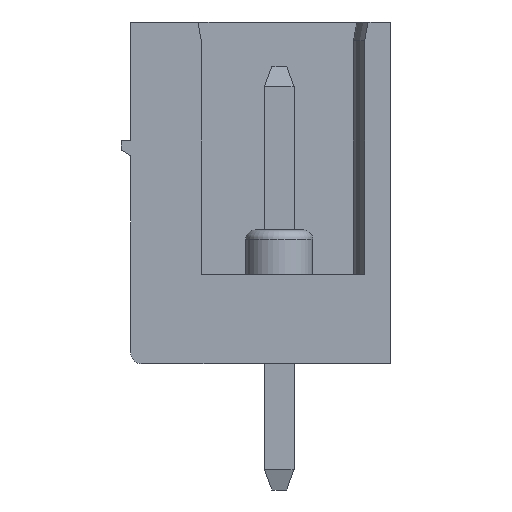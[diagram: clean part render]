
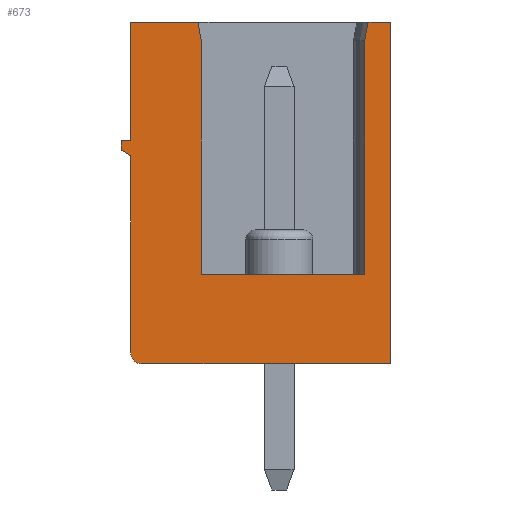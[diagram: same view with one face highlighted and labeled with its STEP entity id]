
A CAD part, left-side view. The second image highlights one B-rep face of the part: STEP entity #673.
In plain terms, the highlighted planar face has unit normal (-1, 0, 0).
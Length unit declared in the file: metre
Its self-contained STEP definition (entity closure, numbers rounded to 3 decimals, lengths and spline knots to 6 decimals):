
#673=ADVANCED_FACE('',(#1827),#1828,.F.);
#1827=FACE_OUTER_BOUND('',#3489,.T.);
#1828=PLANE('',#3490);
#3489=EDGE_LOOP('',(#5452,#5453,#5454,#5455,#5456,#5457,#5458,#5459,#5460,#5461,#5462,#5463,#5464,#5465,#5466));
#3490=AXIS2_PLACEMENT_3D('',#5467,#5468,#5469);
#5452=ORIENTED_EDGE('',*,*,#10096,.T.);
#5453=ORIENTED_EDGE('',*,*,#10097,.F.);
#5454=ORIENTED_EDGE('',*,*,#10098,.F.);
#5455=ORIENTED_EDGE('',*,*,#10099,.F.);
#5456=ORIENTED_EDGE('',*,*,#10044,.T.);
#5457=ORIENTED_EDGE('',*,*,#9951,.T.);
#5458=ORIENTED_EDGE('',*,*,#9912,.F.);
#5459=ORIENTED_EDGE('',*,*,#10080,.T.);
#5460=ORIENTED_EDGE('',*,*,#10002,.F.);
#5461=ORIENTED_EDGE('',*,*,#10100,.F.);
#5462=ORIENTED_EDGE('',*,*,#10101,.F.);
#5463=ORIENTED_EDGE('',*,*,#10102,.F.);
#5464=ORIENTED_EDGE('',*,*,#10103,.F.);
#5465=ORIENTED_EDGE('',*,*,#10104,.F.);
#5466=ORIENTED_EDGE('',*,*,#10105,.F.);
#5467=CARTESIAN_POINT('',(-1.086627,0.01086,0.000933));
#5468=DIRECTION('',(1.0,0.0,0.0));
#5469=DIRECTION('',(0.0,1.0,-0.0));
#9912=EDGE_CURVE('',#11847,#11849,#11850,.T.);
#9951=EDGE_CURVE('',#11916,#11849,#11917,.T.);
#10002=EDGE_CURVE('',#11990,#11992,#11993,.T.);
#10044=EDGE_CURVE('',#12050,#11916,#12051,.T.);
#10080=EDGE_CURVE('',#11847,#11992,#12097,.T.);
#10096=EDGE_CURVE('',#12114,#12115,#12116,.F.);
#10097=EDGE_CURVE('',#12117,#12115,#12118,.T.);
#10098=EDGE_CURVE('',#12119,#12117,#12120,.T.);
#10099=EDGE_CURVE('',#12050,#12119,#12121,.T.);
#10100=EDGE_CURVE('',#12122,#11990,#12123,.T.);
#10101=EDGE_CURVE('',#12124,#12122,#12125,.T.);
#10102=EDGE_CURVE('',#12126,#12124,#12127,.T.);
#10103=EDGE_CURVE('',#12128,#12126,#12129,.T.);
#10104=EDGE_CURVE('',#12130,#12128,#12131,.T.);
#10105=EDGE_CURVE('',#12114,#12130,#12132,.T.);
#11847=VERTEX_POINT('',#14660);
#11849=VERTEX_POINT('',#14663);
#11850=LINE('',#14664,#14665);
#11916=VERTEX_POINT('',#14761);
#11917=LINE('',#14762,#14763);
#11990=VERTEX_POINT('',#14872);
#11992=VERTEX_POINT('',#14875);
#11993=LINE('',#14876,#14877);
#12050=VERTEX_POINT('',#14961);
#12051=LINE('',#14962,#14963);
#12097=LINE('',#15034,#15035);
#12114=VERTEX_POINT('',#15059);
#12115=VERTEX_POINT('',#15060);
#12116=CIRCLE('',#15061,0.0003);
#12117=VERTEX_POINT('',#15062);
#12118=LINE('',#15063,#15064);
#12119=VERTEX_POINT('',#15065);
#12120=LINE('',#15066,#15067);
#12121=LINE('',#15068,#15069);
#12122=VERTEX_POINT('',#15070);
#12123=LINE('',#15071,#15072);
#12124=VERTEX_POINT('',#15073);
#12125=LINE('',#15074,#15075);
#12126=VERTEX_POINT('',#15076);
#12127=LINE('',#15077,#15078);
#12128=VERTEX_POINT('',#15079);
#12129=LINE('',#15080,#15081);
#12130=VERTEX_POINT('',#15082);
#12131=LINE('',#15083,#15084);
#12132=LINE('',#15085,#15086);
#14660=CARTESIAN_POINT('',(-1.086627,0.00896,-0.005867));
#14663=CARTESIAN_POINT('',(-1.086627,0.00456,-0.005867));
#14664=CARTESIAN_POINT('',(-1.086627,0.00386,-0.005867));
#14665=VECTOR('',#18755,1.0);
#14761=CARTESIAN_POINT('',(-1.086627,0.00456,0.000433));
#14762=CARTESIAN_POINT('',(-1.086627,0.00456,-0.005567));
#14763=VECTOR('',#18792,1.0);
#14872=CARTESIAN_POINT('',(-1.086627,0.009048,0.000933));
#14875=CARTESIAN_POINT('',(-1.086627,0.00896,0.000433));
#14876=CARTESIAN_POINT('',(-1.086627,0.009048,0.000933));
#14877=VECTOR('',#18833,1.0);
#14961=CARTESIAN_POINT('',(-1.086627,0.004471,0.000933));
#14962=CARTESIAN_POINT('',(-1.086627,0.005565,-0.005267));
#14963=VECTOR('',#18867,1.0);
#15034=CARTESIAN_POINT('',(-1.086627,0.00896,-0.005567));
#15035=VECTOR('',#18890,1.0);
#15059=CARTESIAN_POINT('',(-1.086627,0.01086,-0.007967));
#15060=CARTESIAN_POINT('',(-1.086627,0.01056,-0.008267));
#15061=AXIS2_PLACEMENT_3D('',#18901,#18902,#18903);
#15062=CARTESIAN_POINT('',(-1.086627,0.00386,-0.008267));
#15063=CARTESIAN_POINT('',(-1.086627,0.01056,-0.008267));
#15064=VECTOR('',#18904,1.0);
#15065=CARTESIAN_POINT('',(-1.086627,0.00386,0.000933));
#15066=CARTESIAN_POINT('',(-1.086627,0.00386,-0.008267));
#15067=VECTOR('',#18905,1.0);
#15068=CARTESIAN_POINT('',(-1.086627,0.00386,0.000933));
#15069=VECTOR('',#18906,1.0);
#15070=CARTESIAN_POINT('',(-1.086627,0.01086,0.000933));
#15071=CARTESIAN_POINT('',(-1.086627,0.00386,0.000933));
#15072=VECTOR('',#18907,1.0);
#15073=CARTESIAN_POINT('',(-1.086627,0.01086,-0.002267));
#15074=CARTESIAN_POINT('',(-1.086627,0.01086,0.000933));
#15075=VECTOR('',#18908,1.0);
#15076=CARTESIAN_POINT('',(-1.086627,0.01111,-0.002267));
#15077=CARTESIAN_POINT('',(-1.086627,0.01086,-0.002267));
#15078=VECTOR('',#18909,1.0);
#15079=CARTESIAN_POINT('',(-1.086627,0.01111,-0.002517));
#15080=CARTESIAN_POINT('',(-1.086627,0.01111,-0.002267));
#15081=VECTOR('',#18910,1.0);
#15082=CARTESIAN_POINT('',(-1.086627,0.01086,-0.002667));
#15083=CARTESIAN_POINT('',(-1.086627,0.01111,-0.002517));
#15084=VECTOR('',#18911,1.0);
#15085=CARTESIAN_POINT('',(-1.086627,0.01086,-0.002667));
#15086=VECTOR('',#18912,1.0);
#18755=DIRECTION('',(0.0,-1.0,0.));
#18792=DIRECTION('',(0.0,0.,-1.0));
#18833=DIRECTION('',(0.0,-0.174,-0.985));
#18867=DIRECTION('',(0.0,0.174,-0.985));
#18890=DIRECTION('',(0.0,0.,1.0));
#18901=CARTESIAN_POINT('',(-1.086627,0.01056,-0.007967));
#18902=DIRECTION('',(1.0,0.0,0.0));
#18903=DIRECTION('',(0.0,0.0,-1.0));
#18904=DIRECTION('',(0.0,1.0,0.));
#18905=DIRECTION('',(0.0,0.,-1.0));
#18906=DIRECTION('',(0.0,-1.0,0.));
#18907=DIRECTION('',(0.0,-1.0,0.));
#18908=DIRECTION('',(0.0,0.,1.0));
#18909=DIRECTION('',(0.0,-1.0,0.));
#18910=DIRECTION('',(0.0,0.,1.0));
#18911=DIRECTION('',(0.0,0.857,0.514));
#18912=DIRECTION('',(0.0,0.,1.0));
